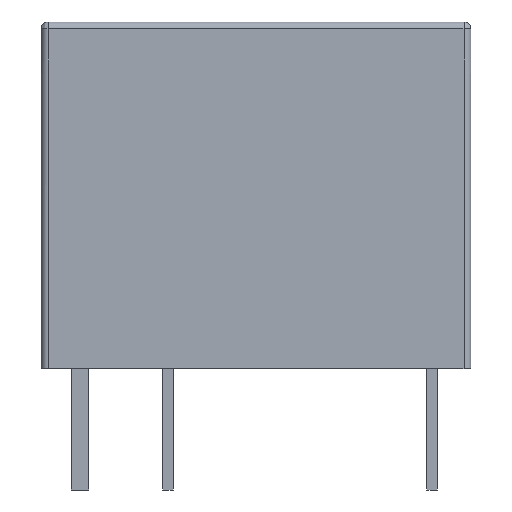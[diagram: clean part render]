
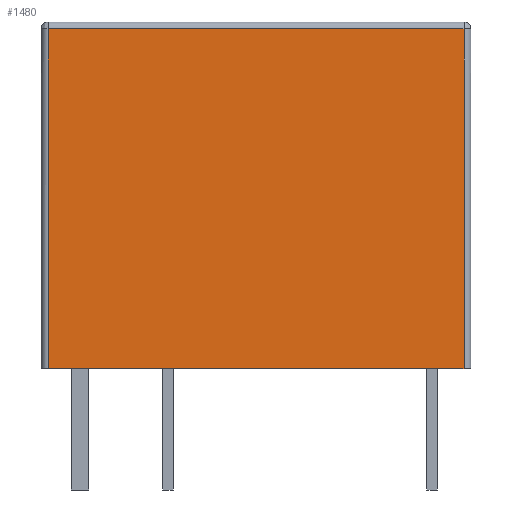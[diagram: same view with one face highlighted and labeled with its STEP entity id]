
A CAD part, front view. The second image highlights one B-rep face of the part: STEP entity #1480.
In plain terms, the highlighted planar face has unit normal (0, -1, 0).
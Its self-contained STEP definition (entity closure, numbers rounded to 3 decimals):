
#398 = CARTESIAN_POINT ( 'NONE',  ( 6., -3.7, 9.8 ) ) ;
#410 = CARTESIAN_POINT ( 'NONE',  ( 6., -3.7, 0. ) ) ;
#413 = CARTESIAN_POINT ( 'NONE',  ( -6., -3.7, 9.8 ) ) ;
#429 = CARTESIAN_POINT ( 'NONE',  ( -6., -3.7, 0. ) ) ;
#659 = FACE_OUTER_BOUND ( 'NONE', #1820, .T. ) ;
#736 = VECTOR ( 'NONE', #3486, 1000. ) ;
#839 = VECTOR ( 'NONE', #3884, 1000. ) ;
#907 = VECTOR ( 'NONE', #3821, 1000. ) ;
#956 = AXIS2_PLACEMENT_3D ( 'NONE', #4705, #4706, #4707 ) ;
#1143 = DIRECTION ( 'NONE',  ( 1., 0., 0. ) ) ;
#1144 = CARTESIAN_POINT ( 'NONE',  ( 0., -3.7, 0. ) ) ;
#1145 = LINE ( 'NONE', #1144, #3586 ) ;
#1243 = EDGE_CURVE ( 'NONE', #4394, #3734, #1145, .T. ) ;
#1306 = EDGE_CURVE ( 'NONE', #3737, #4394, #3814, .T. ) ;
#1309 = EDGE_CURVE ( 'NONE', #3722, #3737, #3881, .T. ) ;
#1325 = EDGE_CURVE ( 'NONE', #3734, #3722, #3488, .T. ) ;
#1480 = ADVANCED_FACE ( 'NONE', ( #659 ), #4704, .T. ) ;
#1820 = EDGE_LOOP ( 'NONE', ( #4330, #4352, #4338, #4274 ) ) ;
#3486 = DIRECTION ( 'NONE',  ( 0., 0., 1. ) ) ;
#3488 = LINE ( 'NONE', #3489, #736 ) ;
#3489 = CARTESIAN_POINT ( 'NONE',  ( 6., -3.7, 0. ) ) ;
#3586 = VECTOR ( 'NONE', #1143, 1000. ) ;
#3722 = VERTEX_POINT ( 'NONE', #398 ) ;
#3734 = VERTEX_POINT ( 'NONE', #410 ) ;
#3737 = VERTEX_POINT ( 'NONE', #413 ) ;
#3814 = LINE ( 'NONE', #3883, #839 ) ;
#3821 = DIRECTION ( 'NONE',  ( -1., 0., 0. ) ) ;
#3828 = CARTESIAN_POINT ( 'NONE',  ( 6.2, -3.7, 9.8 ) ) ;
#3881 = LINE ( 'NONE', #3828, #907 ) ;
#3883 = CARTESIAN_POINT ( 'NONE',  ( -6., -3.7, 0. ) ) ;
#3884 = DIRECTION ( 'NONE',  ( 0., 0., -1. ) ) ;
#4274 = ORIENTED_EDGE ( 'NONE', *, *, #1309, .T. ) ;
#4330 = ORIENTED_EDGE ( 'NONE', *, *, #1306, .T. ) ;
#4338 = ORIENTED_EDGE ( 'NONE', *, *, #1325, .T. ) ;
#4352 = ORIENTED_EDGE ( 'NONE', *, *, #1243, .T. ) ;
#4394 = VERTEX_POINT ( 'NONE', #429 ) ;
#4704 = PLANE ( 'NONE',  #956 ) ;
#4705 = CARTESIAN_POINT ( 'NONE',  ( 6.2, -3.7, 0. ) ) ;
#4706 = DIRECTION ( 'NONE',  ( 0., -1., 0. ) ) ;
#4707 = DIRECTION ( 'NONE',  ( 0., 0., -1. ) ) ;
